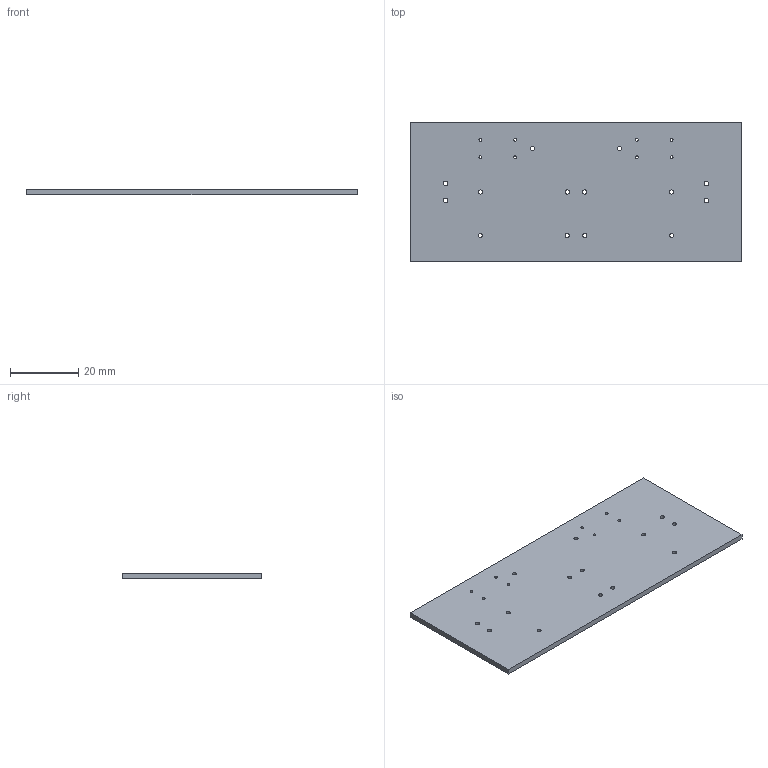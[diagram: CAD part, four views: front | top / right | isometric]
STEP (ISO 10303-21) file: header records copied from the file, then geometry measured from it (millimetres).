
FILE_DESCRIPTION(('KiCad electronic assembly'),'2;1');
FILE_NAME('16db attenuator.step','2018-10-27T11:34:50',('An Author'),( 'A Company'),'Open CASCADE STEP processor 6.8', 'KiCad to STEP converter','Unknown');
FILE_SCHEMA(('AUTOMOTIVE_DESIGN_CC2 { 1 2 10303 214 -1 1 5 4 }'));
Length unit declared in the file: millimetre
Products named in the file (4): Open CASCADE STEP translator 6.8 1; R_Axial_DIN0918_L18.0mm_D9.0mm_P25.40mm_Horizontal; R_Axial_DIN0207_L6.3mm_D2.5mm_P10.16mm_Horizontal; COMPOUND
Assembly tree (10 placements, depth 2):
  Open CASCADE STEP translator 6.8 1
    R_Axial_DIN0918_L18.0mm_D9.0mm_P25.40mm_Horizontal  x5
    R_Axial_DIN0207_L6.3mm_D2.5mm_P10.16mm_Horizontal  x4
    COMPOUND
Bounding box: 96.52 x 40.64 x 1.6 mm (x, y, z)
Volume: 6242.8 mm3; surface area: 8361.5 mm2
Topology: 1 solids, 1 shells, 28 faces, 78 edges, 52 vertices
Faces by surface type: cylinder 22, plane 6
Full cylindrical faces by diameter (mm): 0.8 x8, 1.2 x10, 1.32 x4
Entity records: 2299 total; most frequent: CARTESIAN_POINT 589, DIRECTION 312, ORIENTED_EDGE 156, PCURVE 156, DEFINITIONAL_REPRESENTATION 156, LINE 146, VECTOR 146, AXIS2_PLACEMENT_3D 83
